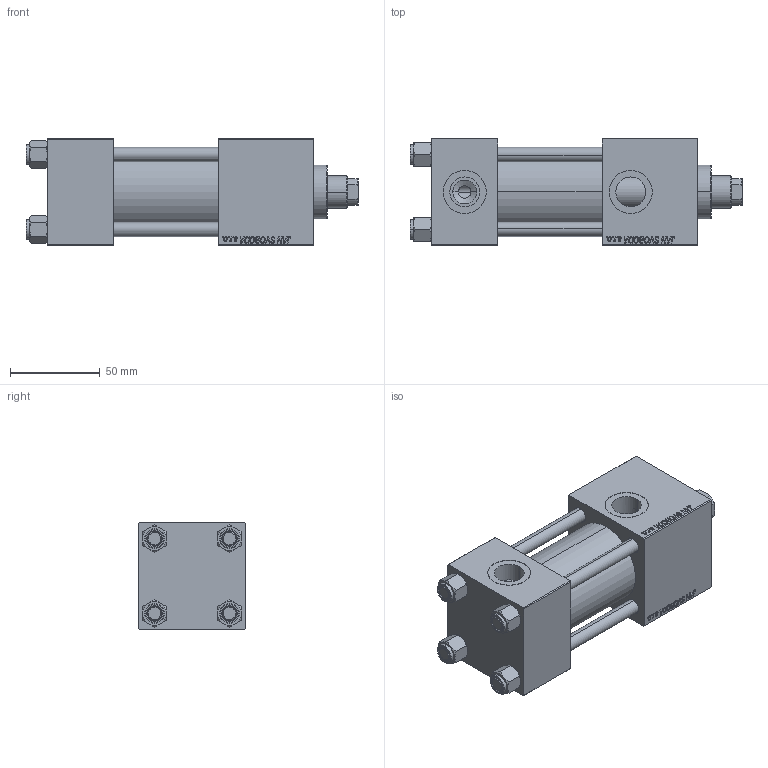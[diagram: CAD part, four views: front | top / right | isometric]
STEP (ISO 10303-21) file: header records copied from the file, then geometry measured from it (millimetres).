
FILE_DESCRIPTION (( 'STEP AP203' ), '1' );
FILE_NAME ('e837.STEP', '2023-08-26T16:31:05', ( '' ), ( '' ), 'SwSTEP 2.0', 'SolidWorks 2019', '' );
FILE_SCHEMA (( 'CONFIG_CONTROL_DESIGN' ));
Length unit declared in the file: millimetre
Products named in the file (6): V215CR_VCP_C 321b953cd83c820f1e3b80b101d50944; NUT_M5_C 321b953cd83c820f1e3b80b101d50944; V215CR_C_TYCINKA 321b953cd83c820f1e3b80b101d50944; V215CR_C_Body 321b953cd83c820f1e3b80b101d50944; V215_VC_A 321b953cd83c820f1e3b80b101d50944; e837
Assembly tree (11 placements, depth 2):
  e837
    V215CR_C_Body 321b953cd83c820f1e3b80b101d50944
    V215CR_VCP_C 321b953cd83c820f1e3b80b101d50944
    NUT_M5_C 321b953cd83c820f1e3b80b101d50944  x4
    V215CR_C_TYCINKA 321b953cd83c820f1e3b80b101d50944  x4
    V215_VC_A 321b953cd83c820f1e3b80b101d50944
Bounding box: 185 x 60 x 60 mm (x, y, z)
Volume: 402568.6 mm3; surface area: 105329.2 mm2
Topology: 11 solids, 11 shells, 1148 faces, 2877 edges, 1867 vertices
Faces by surface type: plane 526, bspline 392, cone 136, cylinder 86, torus 8
Entity records: 50229 total; most frequent: CARTESIAN_POINT 27117, ORIENTED_EDGE 5246, DIRECTION 3301, EDGE_CURVE 2623, VERTEX_POINT 1723, VECTOR 1591, LINE 1591, EDGE_LOOP 1156
